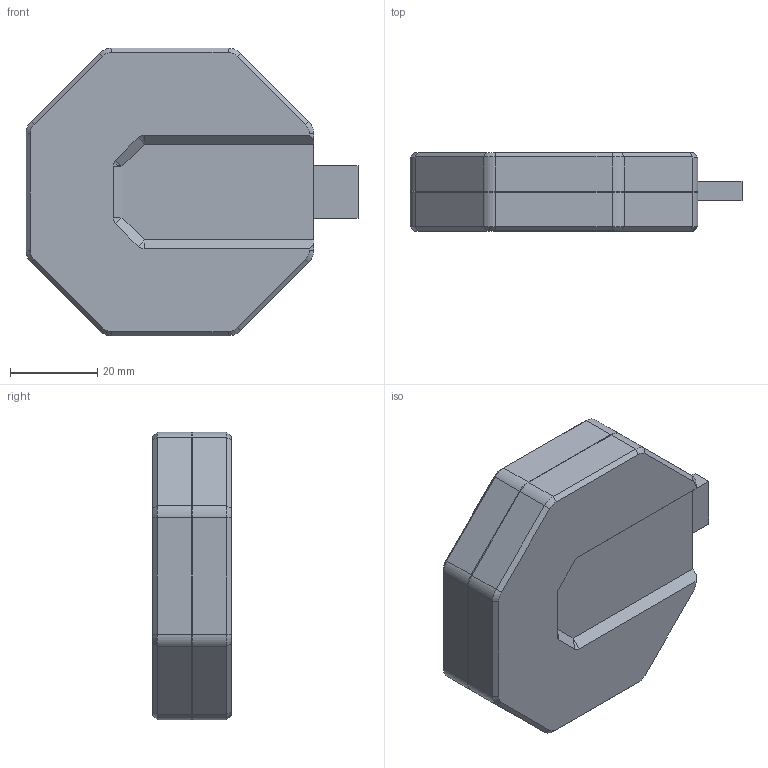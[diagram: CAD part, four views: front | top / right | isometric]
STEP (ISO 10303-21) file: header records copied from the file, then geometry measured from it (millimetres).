
FILE_DESCRIPTION((''),'2;1');
FILE_NAME('IJOEY_ASSY_V3_ASM','2012-10-26T',('Antonio'),(''),'PRO/ENGINEER BY PARAMETRIC TECHNOLOGY CORPORATION, 2010140','PRO/ENGINEER BY PARAMETRIC TECHNOLOGY CORPORATION, 2010140','');
FILE_SCHEMA(('CONFIG_CONTROL_DESIGN'));
Length unit declared in the file: millimetre
Products named in the file (3): IJOEY_BODY_V3; 24_8_USB_CONNECTOR; IJOEY_ASSY_V3_ASM
Assembly tree (2 placements, depth 2):
  IJOEY_ASSY_V3_ASM
    IJOEY_BODY_V3
    24_8_USB_CONNECTOR
Bounding box: 76.15 x 18 x 66 mm (x, y, z)
Volume: 62597.6 mm3; surface area: 19884.5 mm2
Topology: 3 solids, 3 shells, 104 faces, 256 edges, 152 vertices
Faces by surface type: plane 62, cone 24, cylinder 18
Entity records: 3038 total; most frequent: DIRECTION 526, CARTESIAN_POINT 509, ORIENTED_EDGE 496, EDGE_CURVE 248, VECTOR 188, LINE 188, AXIS2_PLACEMENT_3D 169, VERTEX_POINT 152
